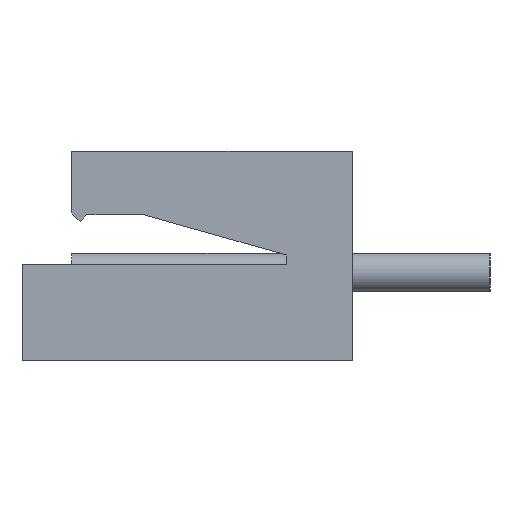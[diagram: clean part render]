
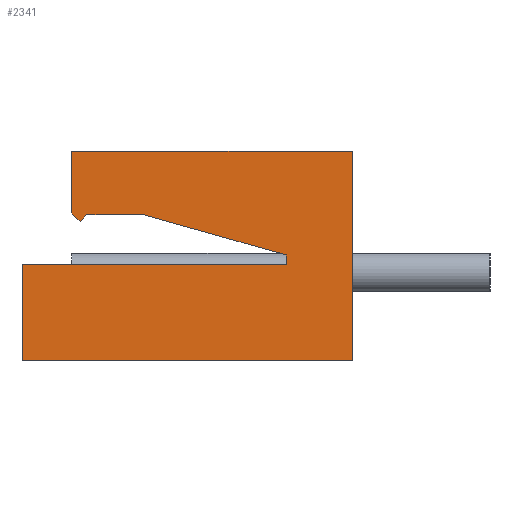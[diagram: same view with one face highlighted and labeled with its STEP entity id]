
A CAD part, left-side view. The second image highlights one B-rep face of the part: STEP entity #2341.
In plain terms, the highlighted planar face has unit normal (-1, 0, 0).
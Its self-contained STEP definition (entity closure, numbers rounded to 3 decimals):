
#2 = CARTESIAN_POINT ( 'NONE',  ( 0., 1.2, 3.8 ) ) ;
#3 = CARTESIAN_POINT ( 'NONE',  ( 0., 1.2, 1.75 ) ) ;
#18 = CARTESIAN_POINT ( 'NONE',  ( 0., 5.1, 2.681 ) ) ;
#42 = DIRECTION ( 'NONE',  ( 0., 0., 1. ) ) ;
#43 = VECTOR ( 'NONE', #42, 1000. ) ;
#81 = LINE ( 'NONE', #2, #43 ) ;
#95 = DIRECTION ( 'NONE',  ( 0., 0., -1. ) ) ;
#99 = VECTOR ( 'NONE', #95, 1000. ) ;
#100 = CARTESIAN_POINT ( 'NONE',  ( 0., 5.1, 3.8 ) ) ;
#101 = LINE ( 'NONE', #100, #99 ) ;
#104 = LINE ( 'NONE', #115, #143 ) ;
#115 = CARTESIAN_POINT ( 'NONE',  ( 0., 6., 1.75 ) ) ;
#126 = CARTESIAN_POINT ( 'NONE',  ( 0., 1.2, 1.918 ) ) ;
#143 = VECTOR ( 'NONE', #153, 1000. ) ;
#153 = DIRECTION ( 'NONE',  ( 0., 1., 0. ) ) ;
#155 = CARTESIAN_POINT ( 'NONE',  ( 0., 6., 1.75 ) ) ;
#195 = CARTESIAN_POINT ( 'NONE',  ( 0., 5.1, 3.8 ) ) ;
#215 = DIRECTION ( 'NONE',  ( 0., 0.707, 0.707 ) ) ;
#216 = VECTOR ( 'NONE', #215, 1000. ) ;
#219 = LINE ( 'NONE', #249, #216 ) ;
#249 = CARTESIAN_POINT ( 'NONE',  ( 0., 3.109, 0.691 ) ) ;
#282 = CARTESIAN_POINT ( 'NONE',  ( 0., 3.795, 2.651 ) ) ;
#291 = CARTESIAN_POINT ( 'NONE',  ( 0., 0., 3.8 ) ) ;
#292 = CARTESIAN_POINT ( 'NONE',  ( 0., 0., 3.8 ) ) ;
#293 = LINE ( 'NONE', #292, #294 ) ;
#294 = VECTOR ( 'NONE', #314, 1000. ) ;
#314 = DIRECTION ( 'NONE',  ( 0., 0., -1. ) ) ;
#337 = VECTOR ( 'NONE', #347, 1000. ) ;
#345 = LINE ( 'NONE', #380, #379 ) ;
#346 = CARTESIAN_POINT ( 'NONE',  ( 0., 4.821, 2.651 ) ) ;
#347 = DIRECTION ( 'NONE',  ( 0., -1., 0. ) ) ;
#351 = VECTOR ( 'NONE', #397, 1000. ) ;
#352 = CARTESIAN_POINT ( 'NONE',  ( 0., 0.58, 1.744 ) ) ;
#375 = DIRECTION ( 'NONE',  ( 0., 1., 0. ) ) ;
#379 = VECTOR ( 'NONE', #375, 1000. ) ;
#380 = CARTESIAN_POINT ( 'NONE',  ( 0., 0., 2.651 ) ) ;
#382 = CARTESIAN_POINT ( 'NONE',  ( 0., 0., 3.8 ) ) ;
#387 = LINE ( 'NONE', #352, #351 ) ;
#396 = LINE ( 'NONE', #382, #337 ) ;
#397 = DIRECTION ( 'NONE',  ( 0., 0.962, 0.272 ) ) ;
#400 = DIRECTION ( 'NONE',  ( 0., 0., -1. ) ) ;
#401 = DIRECTION ( 'NONE',  ( 1., 0., 0. ) ) ;
#402 = CARTESIAN_POINT ( 'NONE',  ( 0., 0., 3.8 ) ) ;
#403 = AXIS2_PLACEMENT_3D ( 'NONE', #402, #401, #400 ) ;
#405 = PLANE ( 'NONE',  #403 ) ;
#476 = FACE_OUTER_BOUND ( 'NONE', #2342, .T. ) ;
#632 = CARTESIAN_POINT ( 'NONE',  ( 0., 0., 0. ) ) ;
#633 = LINE ( 'NONE', #632, #640 ) ;
#638 = CARTESIAN_POINT ( 'NONE',  ( 0., 0., 0. ) ) ;
#639 = DIRECTION ( 'NONE',  ( 0., -1., 0. ) ) ;
#640 = VECTOR ( 'NONE', #639, 1000. ) ;
#721 = CARTESIAN_POINT ( 'NONE',  ( 0., 6., 0. ) ) ;
#722 = DIRECTION ( 'NONE',  ( 0., 0., -1. ) ) ;
#723 = LINE ( 'NONE', #752, #757 ) ;
#733 = CARTESIAN_POINT ( 'NONE',  ( 0., 4.945, 2.526 ) ) ;
#746 = CARTESIAN_POINT ( 'NONE',  ( 0., 6., 3.8 ) ) ;
#747 = LINE ( 'NONE', #746, #756 ) ;
#752 = CARTESIAN_POINT ( 'NONE',  ( 0., 1.836, 5.636 ) ) ;
#756 = VECTOR ( 'NONE', #722, 1000. ) ;
#757 = VECTOR ( 'NONE', #796, 1000. ) ;
#796 = DIRECTION ( 'NONE',  ( 0., 0.707, -0.707 ) ) ;
#2192 = VERTEX_POINT ( 'NONE', #3 ) ;
#2193 = EDGE_CURVE ( 'NONE', #2192, #2230, #81, .T. ) ;
#2205 = EDGE_CURVE ( 'NONE', #2242, #2207, #101, .T. ) ;
#2207 = VERTEX_POINT ( 'NONE', #18 ) ;
#2220 = VERTEX_POINT ( 'NONE', #155 ) ;
#2222 = EDGE_CURVE ( 'NONE', #2192, #2220, #104, .T. ) ;
#2230 = VERTEX_POINT ( 'NONE', #126 ) ;
#2242 = VERTEX_POINT ( 'NONE', #195 ) ;
#2262 = EDGE_CURVE ( 'NONE', #2460, #2207, #219, .T. ) ;
#2267 = ORIENTED_EDGE ( 'NONE', *, *, #2262, .F. ) ;
#2268 = ORIENTED_EDGE ( 'NONE', *, *, #2459, .F. ) ;
#2269 = ORIENTED_EDGE ( 'NONE', *, *, #2301, .F. ) ;
#2270 = ORIENTED_EDGE ( 'NONE', *, *, #2300, .F. ) ;
#2274 = ORIENTED_EDGE ( 'NONE', *, *, #2275, .F. ) ;
#2275 = EDGE_CURVE ( 'NONE', #2276, #2438, #293, .T. ) ;
#2276 = VERTEX_POINT ( 'NONE', #291 ) ;
#2290 = VERTEX_POINT ( 'NONE', #282 ) ;
#2297 = ORIENTED_EDGE ( 'NONE', *, *, #2298, .F. ) ;
#2298 = EDGE_CURVE ( 'NONE', #2242, #2276, #396, .T. ) ;
#2299 = ORIENTED_EDGE ( 'NONE', *, *, #2205, .T. ) ;
#2300 = EDGE_CURVE ( 'NONE', #2230, #2290, #387, .T. ) ;
#2301 = EDGE_CURVE ( 'NONE', #2290, #2302, #345, .T. ) ;
#2302 = VERTEX_POINT ( 'NONE', #346 ) ;
#2341 = ADVANCED_FACE ( 'NONE', ( #476 ), #405, .F. ) ;
#2342 = EDGE_LOOP ( 'NONE', ( #2343, #2466, #2467, #2436, #2274, #2297, #2299, #2267, #2268, #2269, #2270 ) ) ;
#2343 = ORIENTED_EDGE ( 'NONE', *, *, #2193, .F. ) ;
#2436 = ORIENTED_EDGE ( 'NONE', *, *, #2437, .T. ) ;
#2437 = EDGE_CURVE ( 'NONE', #2469, #2438, #633, .T. ) ;
#2438 = VERTEX_POINT ( 'NONE', #638 ) ;
#2459 = EDGE_CURVE ( 'NONE', #2302, #2460, #723, .T. ) ;
#2460 = VERTEX_POINT ( 'NONE', #733 ) ;
#2466 = ORIENTED_EDGE ( 'NONE', *, *, #2222, .T. ) ;
#2467 = ORIENTED_EDGE ( 'NONE', *, *, #2468, .T. ) ;
#2468 = EDGE_CURVE ( 'NONE', #2220, #2469, #747, .T. ) ;
#2469 = VERTEX_POINT ( 'NONE', #721 ) ;
